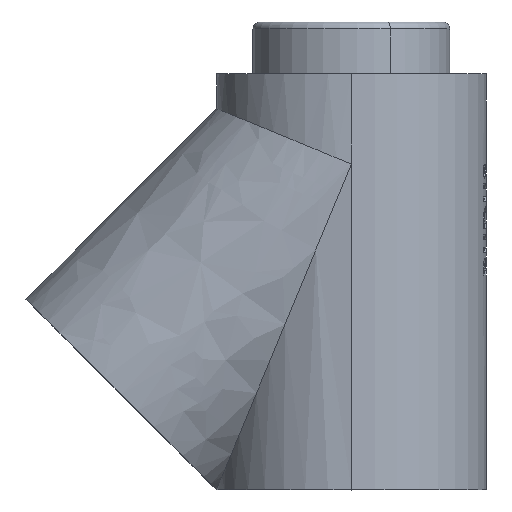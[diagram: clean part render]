
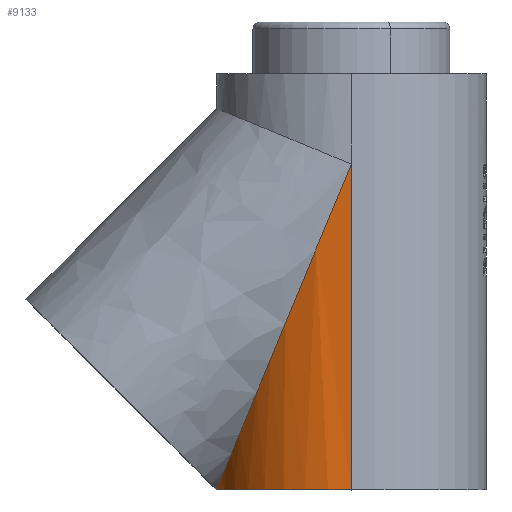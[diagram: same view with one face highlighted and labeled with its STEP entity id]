
A CAD part, top view. The second image highlights one B-rep face of the part: STEP entity #9133.
In plain terms, the highlighted cylindrical face has radius 196 mm (diameter 392 mm), a partial arc.
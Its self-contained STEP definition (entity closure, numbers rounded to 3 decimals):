
#711 = CARTESIAN_POINT ( 'NONE',  ( -115.185, 195.105, 158.676 ) ) ;
#1066 = CARTESIAN_POINT ( 'NONE',  ( -145.952, 120.828, 130.86 ) ) ;
#1154 = CARTESIAN_POINT ( 'NONE',  ( -181.524, 34.949, 74.056 ) ) ;
#1212 = AXIS2_PLACEMENT_3D ( 'NONE', #7944, #16558, #4086 ) ;
#1494 = CARTESIAN_POINT ( 'NONE',  ( 0., 680., 196. ) ) ;
#1562 = DIRECTION ( 'NONE',  ( 0., -1., 0. ) ) ;
#2076 = CARTESIAN_POINT ( 'NONE',  ( 0., 473.186, 196. ) ) ;
#2167 = CARTESIAN_POINT ( 'NONE',  ( -139.468, 136.48, 137.746 ) ) ;
#2257 = CARTESIAN_POINT ( 'NONE',  ( -158.58, 90.341, 115.241 ) ) ;
#2521 = CARTESIAN_POINT ( 'NONE',  ( -163.67, 78.052, 107.849 ) ) ;
#2607 = CARTESIAN_POINT ( 'NONE',  ( -193.263, 6.608, 32.674 ) ) ;
#2700 = CARTESIAN_POINT ( 'NONE',  ( -189.882, 14.771, 48.657 ) ) ;
#2874 = CARTESIAN_POINT ( 'NONE',  ( -193.721, 5.501, 29.834 ) ) ;
#2923 = FACE_OUTER_BOUND ( 'NONE', #2954, .T. ) ;
#2954 = EDGE_LOOP ( 'NONE', ( #12379, #17372, #14142 ) ) ;
#3429 = CARTESIAN_POINT ( 'NONE',  ( -46.497, 360.933, 190.42 ) ) ;
#3520 = CARTESIAN_POINT ( 'NONE',  ( -23.276, 416.992, 194.67 ) ) ;
#3610 = CARTESIAN_POINT ( 'NONE',  ( -2.33, 467.561, 195.987 ) ) ;
#3699 = CARTESIAN_POINT ( 'NONE',  ( -78.814, 282.912, 179.527 ) ) ;
#3790 = CARTESIAN_POINT ( 'NONE',  ( -119.656, 184.311, 155.343 ) ) ;
#3880 = CARTESIAN_POINT ( 'NONE',  ( -186.352, 23.291, 60.786 ) ) ;
#3965 = CARTESIAN_POINT ( 'NONE',  ( -178.044, 43.349, 82.069 ) ) ;
#4086 = DIRECTION ( 'NONE',  ( 0., 0., 1. ) ) ;
#4147 = CARTESIAN_POINT ( 'NONE',  ( -183.197, 30.909, 69.839 ) ) ;
#4235 = CARTESIAN_POINT ( 'NONE',  ( -195.906, 0.228, 6.134 ) ) ;
#4889 = CARTESIAN_POINT ( 'NONE',  ( -18.625, 428.22, 195.169 ) ) ;
#4929 = CARTESIAN_POINT ( 'NONE',  ( -196., 0., 0. ) ) ;
#5065 = CARTESIAN_POINT ( 'NONE',  ( -5.824, 459.126, 195.917 ) ) ;
#5332 = CARTESIAN_POINT ( 'NONE',  ( -195.982, 0.043, 3.059 ) ) ;
#5417 = CARTESIAN_POINT ( 'NONE',  ( -194.536, 3.533, 24.084 ) ) ;
#5600 = CARTESIAN_POINT ( 'NONE',  ( -195.429, 1.379, 15.245 ) ) ;
#6342 = CARTESIAN_POINT ( 'NONE',  ( -4.077, 463.343, 195.964 ) ) ;
#6434 = CARTESIAN_POINT ( 'NONE',  ( -99.372, 233.281, 168.962 ) ) ;
#6520 = CARTESIAN_POINT ( 'NONE',  ( -1.165, 470.373, 195.997 ) ) ;
#6702 = CARTESIAN_POINT ( 'NONE',  ( -190.517, 13.237, 46.113 ) ) ;
#7227 = EDGE_CURVE ( 'NONE', #12159, #12625, #13094, .T. ) ;
#7626 = CARTESIAN_POINT ( 'NONE',  ( -101.645, 227.793, 167.605 ) ) ;
#7717 = CARTESIAN_POINT ( 'NONE',  ( -148.092, 115.661, 128.436 ) ) ;
#7804 = CARTESIAN_POINT ( 'NONE',  ( -65.011, 316.236, 184.97 ) ) ;
#7944 = CARTESIAN_POINT ( 'NONE',  ( 0., 0., 0. ) ) ;
#8251 = CARTESIAN_POINT ( 'NONE',  ( -195.641, 0.867, 12.243 ) ) ;
#8341 = CARTESIAN_POINT ( 'NONE',  ( -193.936, 4.982, 28.404 ) ) ;
#8434 = CARTESIAN_POINT ( 'NONE',  ( -167.664, 68.409, 101.53 ) ) ;
#8928 = CARTESIAN_POINT ( 'NONE',  ( 0., 473.186, 196. ) ) ;
#9088 = CARTESIAN_POINT ( 'NONE',  ( -44.177, 366.533, 190.971 ) ) ;
#9133 = ADVANCED_FACE ( 'NONE', ( #2923 ), #10022, .T. ) ;
#9176 = CARTESIAN_POINT ( 'NONE',  ( -53.452, 344.142, 188.586 ) ) ;
#9292 = VERTEX_POINT ( 'NONE', #8928 ) ;
#9351 = CARTESIAN_POINT ( 'NONE',  ( -51.134, 349.737, 189.227 ) ) ;
#9436 = CARTESIAN_POINT ( 'NONE',  ( -195.851, 0.359, 7.669 ) ) ;
#9612 = CARTESIAN_POINT ( 'NONE',  ( -166.672, 70.803, 103.15 ) ) ;
#9660 = AXIS2_PLACEMENT_3D ( 'NONE', #15574, #1562, #9838 ) ;
#9683 = LINE ( 'NONE', #1494, #12198 ) ;
#9701 = CARTESIAN_POINT ( 'NONE',  ( -170.604, 61.312, 96.567 ) ) ;
#9838 = DIRECTION ( 'NONE',  ( 0., 0., -1. ) ) ;
#10022 = CYLINDRICAL_SURFACE ( 'NONE', #9660, 196. ) ;
#10351 = CARTESIAN_POINT ( 'NONE',  ( -74.221, 294.001, 181.47 ) ) ;
#10442 = CARTESIAN_POINT ( 'NONE',  ( -141.637, 131.243, 135.517 ) ) ;
#10530 = CARTESIAN_POINT ( 'NONE',  ( -9.317, 450.693, 195.792 ) ) ;
#10707 = CARTESIAN_POINT ( 'NONE',  ( -37.216, 383.339, 192.493 ) ) ;
#11985 = CARTESIAN_POINT ( 'NONE',  ( -128.528, 162.891, 148.086 ) ) ;
#12073 = CARTESIAN_POINT ( 'NONE',  ( -108.433, 211.404, 163.296 ) ) ;
#12159 = VERTEX_POINT ( 'NONE', #4929 ) ;
#12165 = CARTESIAN_POINT ( 'NONE',  ( -160.632, 85.386, 112.368 ) ) ;
#12198 = VECTOR ( 'NONE', #16600, 1000. ) ;
#12253 = CARTESIAN_POINT ( 'NONE',  ( -188.539, 18.012, 53.625 ) ) ;
#12379 = ORIENTED_EDGE ( 'NONE', *, *, #15807, .F. ) ;
#12431 = CARTESIAN_POINT ( 'NONE',  ( -194.877, 2.712, 21.166 ) ) ;
#12625 = VERTEX_POINT ( 'NONE', #17281 ) ;
#13094 = CIRCLE ( 'NONE', #1212, 196. ) ;
#13169 = CARTESIAN_POINT ( 'NONE',  ( -106.175, 216.856, 164.772 ) ) ;
#13438 = CARTESIAN_POINT ( 'NONE',  ( -11.645, 445.074, 195.668 ) ) ;
#13795 = CARTESIAN_POINT ( 'NONE',  ( -195.82, 0.435, 8.433 ) ) ;
#13884 = CARTESIAN_POINT ( 'NONE',  ( -176.238, 47.709, 85.864 ) ) ;
#13897 = B_SPLINE_CURVE_WITH_KNOTS ( 'NONE', 3,
 ( #2076, #17359, #6520, #3610, #6342, #5065, #10530, #13438, #4889, #3520, #16090, #10707, #9088, #3429, #9351, #9176, #16265, #7804, #10351, #3699, #14817, #15907, #6434, #7626, #13169, #12073, #711, #3790, #11985, #14905, #2167, #10442, #1066, #7717, #14635, #14727, #2257, #12165, #2521, #15344, #9612, #8434, #9701, #15081, #13884, #3965, #1154, #4147, #16618, #3880, #16705, #12253, #2700, #6702, #16357, #15171, #17792, #2607, #2874, #8341, #5417, #12431, #5600, #8251, #13795, #9436, #4235, #17878, #5332, #17966, #13975 ),
 .UNSPECIFIED., .F., .F.,
 ( 4, 2, 1, 2, 2, 2, 2, 2, 2, 2, 2, 2, 2, 2, 2, 2, 2, 2, 2, 2, 2, 2, 2, 2, 2, 2, 2, 2, 2, 2, 2, 2, 2, 2, 2, 4 ),
 ( 0., 0.004, 0.009, 0.018, 0.036, 0.073, 0.109, 0.128, 0.146, 0.182, 0.219, 0.255, 0.274, 0.292, 0.328, 0.365, 0.383, 0.401, 0.42, 0.438, 0.447, 0.456, 0.474, 0.492, 0.511, 0.52, 0.529, 0.538, 0.547, 0.552, 0.556, 0.565, 0.575, 0.577, 0.579, 0.584 ),
 .UNSPECIFIED. ) ;
#13975 = CARTESIAN_POINT ( 'NONE',  ( -196., 0., 0. ) ) ;
#14142 = ORIENTED_EDGE ( 'NONE', *, *, #7227, .T. ) ;
#14635 = CARTESIAN_POINT ( 'NONE',  ( -152.33, 105.429, 123.38 ) ) ;
#14727 = CARTESIAN_POINT ( 'NONE',  ( -154.429, 100.362, 120.746 ) ) ;
#14768 = EDGE_CURVE ( 'NONE', #9292, #12159, #13897, .T. ) ;
#14817 = CARTESIAN_POINT ( 'NONE',  ( -87.975, 260.796, 175.22 ) ) ;
#14905 = CARTESIAN_POINT ( 'NONE',  ( -132.929, 152.266, 144.163 ) ) ;
#15081 = CARTESIAN_POINT ( 'NONE',  ( -172.518, 56.691, 93.114 ) ) ;
#15171 = CARTESIAN_POINT ( 'NONE',  ( -192.26, 9.029, 38.209 ) ) ;
#15344 = CARTESIAN_POINT ( 'NONE',  ( -164.676, 75.624, 106.308 ) ) ;
#15574 = CARTESIAN_POINT ( 'NONE',  ( 0., 680., 0. ) ) ;
#15807 = EDGE_CURVE ( 'NONE', #9292, #12625, #9683, .T. ) ;
#15907 = CARTESIAN_POINT ( 'NONE',  ( -92.542, 249.769, 172.857 ) ) ;
#16090 = CARTESIAN_POINT ( 'NONE',  ( -32.571, 394.552, 193.332 ) ) ;
#16265 = CARTESIAN_POINT ( 'NONE',  ( -60.394, 327.382, 186.526 ) ) ;
#16357 = CARTESIAN_POINT ( 'NONE',  ( -191.706, 10.366, 40.889 ) ) ;
#16558 = DIRECTION ( 'NONE',  ( 0., 1., 0. ) ) ;
#16600 = DIRECTION ( 'NONE',  ( 0., -1., 0. ) ) ;
#16618 = CARTESIAN_POINT ( 'NONE',  ( -185.578, 25.16, 63.106 ) ) ;
#16705 = CARTESIAN_POINT ( 'NONE',  ( -187.832, 19.72, 56.048 ) ) ;
#17281 = CARTESIAN_POINT ( 'NONE',  ( 0., 0., 196. ) ) ;
#17359 = CARTESIAN_POINT ( 'NONE',  ( -0.582, 471.781, 196. ) ) ;
#17372 = ORIENTED_EDGE ( 'NONE', *, *, #14768, .T. ) ;
#17792 = CARTESIAN_POINT ( 'NONE',  ( -193.021, 7.192, 34.072 ) ) ;
#17878 = CARTESIAN_POINT ( 'NONE',  ( -195.928, 0.174, 5.363 ) ) ;
#17966 = CARTESIAN_POINT ( 'NONE',  ( -196., 0., 1.528 ) ) ;
